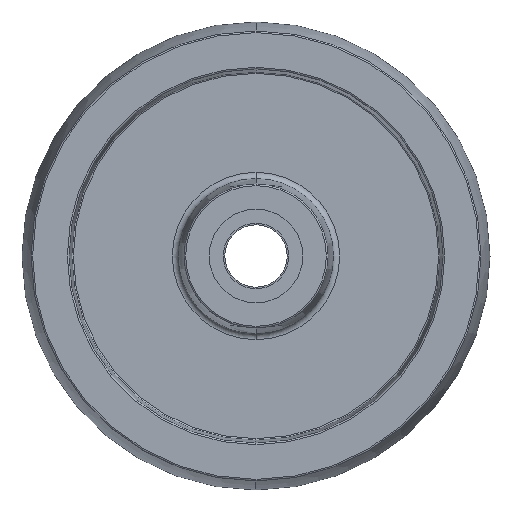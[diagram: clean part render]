
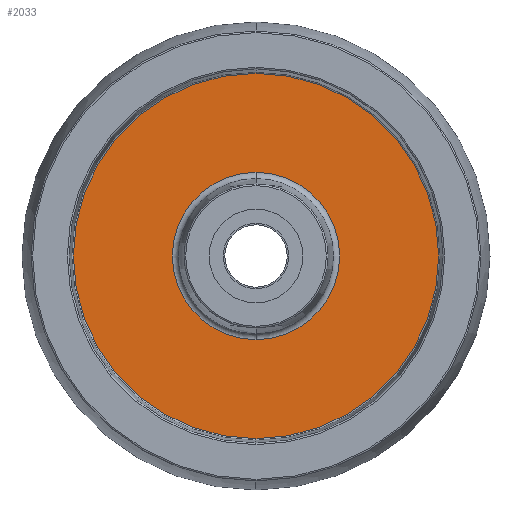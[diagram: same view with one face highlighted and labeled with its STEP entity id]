
A CAD part, left-side view. The second image highlights one B-rep face of the part: STEP entity #2033.
In plain terms, the highlighted planar face has unit normal (-1, 0, 0).
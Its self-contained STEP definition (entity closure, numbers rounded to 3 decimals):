
#16 = EDGE_CURVE ( 'NONE', #290, #1977, #935, .T. ) ;
#125 = CIRCLE ( 'NONE', #2447, 26.814 ) ;
#151 = CIRCLE ( 'NONE', #403, 26.814 ) ;
#285 = DIRECTION ( 'NONE',  ( 0., 0., 1. ) ) ;
#290 = VERTEX_POINT ( 'NONE', #1208 ) ;
#307 = DIRECTION ( 'NONE',  ( -1., 0., 0. ) ) ;
#396 = VERTEX_POINT ( 'NONE', #2249 ) ;
#403 = AXIS2_PLACEMENT_3D ( 'NONE', #1651, #691, #485 ) ;
#422 = CARTESIAN_POINT ( 'NONE',  ( -8.5, 0., 58.534 ) ) ;
#434 = CIRCLE ( 'NONE', #2339, 58.534 ) ;
#460 = FACE_OUTER_BOUND ( 'NONE', #839, .T. ) ;
#485 = DIRECTION ( 'NONE',  ( 0., 0., 1. ) ) ;
#691 = DIRECTION ( 'NONE',  ( 1., 0., 0. ) ) ;
#718 = EDGE_CURVE ( 'NONE', #1977, #290, #434, .T. ) ;
#820 = EDGE_CURVE ( 'NONE', #396, #1950, #151, .T. ) ;
#839 = EDGE_LOOP ( 'NONE', ( #1180, #1249 ) ) ;
#903 = EDGE_CURVE ( 'NONE', #1950, #396, #125, .T. ) ;
#935 = CIRCLE ( 'NONE', #1762, 58.534 ) ;
#1036 = ORIENTED_EDGE ( 'NONE', *, *, #820, .T. ) ;
#1063 = CARTESIAN_POINT ( 'NONE',  ( -8.5, 0., 0. ) ) ;
#1155 = DIRECTION ( 'NONE',  ( 0., 0., 1. ) ) ;
#1180 = ORIENTED_EDGE ( 'NONE', *, *, #718, .T. ) ;
#1199 = EDGE_LOOP ( 'NONE', ( #1036, #2155 ) ) ;
#1208 = CARTESIAN_POINT ( 'NONE',  ( -8.5, 0., -58.534 ) ) ;
#1249 = ORIENTED_EDGE ( 'NONE', *, *, #16, .T. ) ;
#1265 = DIRECTION ( 'NONE',  ( 1., 0., 0. ) ) ;
#1345 = AXIS2_PLACEMENT_3D ( 'NONE', #1780, #1389, #285 ) ;
#1389 = DIRECTION ( 'NONE',  ( -1., 0., 0. ) ) ;
#1478 = DIRECTION ( 'NONE',  ( 0., 0., 1. ) ) ;
#1598 = DIRECTION ( 'NONE',  ( 0., 0., 1. ) ) ;
#1651 = CARTESIAN_POINT ( 'NONE',  ( -8.5, 0., 0. ) ) ;
#1662 = CARTESIAN_POINT ( 'NONE',  ( -8.5, 0., 0. ) ) ;
#1762 = AXIS2_PLACEMENT_3D ( 'NONE', #1063, #307, #1598 ) ;
#1780 = CARTESIAN_POINT ( 'NONE',  ( -8.5, 59., 0. ) ) ;
#1931 = DIRECTION ( 'NONE',  ( -1., 0., 0. ) ) ;
#1950 = VERTEX_POINT ( 'NONE', #2309 ) ;
#1977 = VERTEX_POINT ( 'NONE', #422 ) ;
#2033 = ADVANCED_FACE ( 'NONE', ( #2494, #460 ), #2176, .T. ) ;
#2095 = CARTESIAN_POINT ( 'NONE',  ( -8.5, 0., 0. ) ) ;
#2155 = ORIENTED_EDGE ( 'NONE', *, *, #903, .T. ) ;
#2176 = PLANE ( 'NONE',  #1345 ) ;
#2249 = CARTESIAN_POINT ( 'NONE',  ( -8.5, 0., 26.814 ) ) ;
#2309 = CARTESIAN_POINT ( 'NONE',  ( -8.5, 0., -26.814 ) ) ;
#2339 = AXIS2_PLACEMENT_3D ( 'NONE', #2095, #1931, #1155 ) ;
#2447 = AXIS2_PLACEMENT_3D ( 'NONE', #1662, #1265, #1478 ) ;
#2494 = FACE_BOUND ( 'NONE', #1199, .T. ) ;
